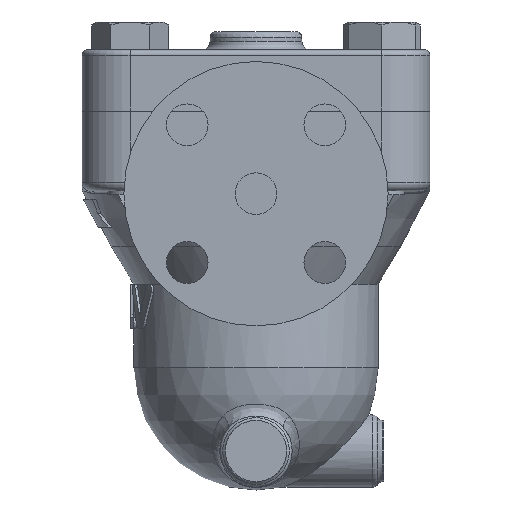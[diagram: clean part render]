
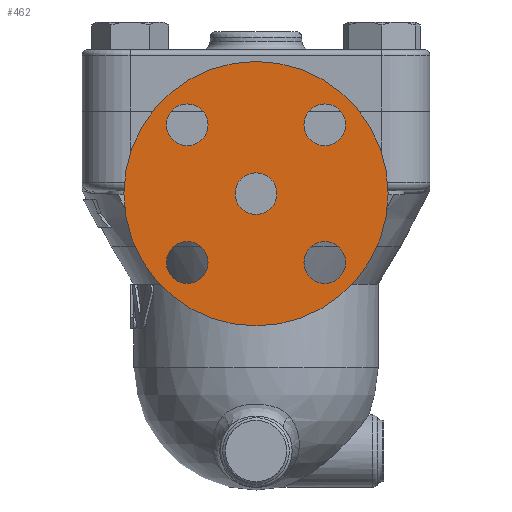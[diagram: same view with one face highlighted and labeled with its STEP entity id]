
A CAD part, left-side view. The second image highlights one B-rep face of the part: STEP entity #462.
In plain terms, the highlighted free-form (B-spline) face has degree [1, 1] with [2, 2] control points.
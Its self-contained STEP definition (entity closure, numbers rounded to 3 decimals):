
#295=CARTESIAN_POINT('',(-109.5,0.0,18.));
#296=VERTEX_POINT('',#295);
#297=CARTESIAN_POINT('',(-109.5,0.0,-29.5));
#298=DIRECTION('',(-1.0,0.0,0.0));
#299=DIRECTION('',(0.0,0.0,1.0));
#300=AXIS2_PLACEMENT_3D('',#297,#298,#299);
#301=CIRCLE('',#300,47.5);
#302=EDGE_CURVE('',#296,#296,#301,.T.);
#318=CARTESIAN_POINT('',(-109.5,-17.249,-54.249));
#319=VERTEX_POINT('',#318);
#320=CARTESIAN_POINT('',(-109.5,-24.749,-54.249));
#321=DIRECTION('',(1.0,0.0,0.0));
#322=DIRECTION('',(0.0,1.0,0.0));
#323=AXIS2_PLACEMENT_3D('',#320,#321,#322);
#324=CIRCLE('',#323,7.5);
#325=EDGE_CURVE('',#319,#319,#324,.T.);
#338=CARTESIAN_POINT('',(-109.5,24.749,-46.749));
#339=VERTEX_POINT('',#338);
#340=CARTESIAN_POINT('',(-109.5,24.749,-54.249));
#341=DIRECTION('',(1.0,0.0,0.0));
#342=DIRECTION('',(0.0,0.0,1.0));
#343=AXIS2_PLACEMENT_3D('',#340,#341,#342);
#344=CIRCLE('',#343,7.5);
#345=EDGE_CURVE('',#339,#339,#344,.T.);
#358=CARTESIAN_POINT('',(-109.5,17.249,-4.751));
#359=VERTEX_POINT('',#358);
#360=CARTESIAN_POINT('',(-109.5,24.749,-4.751));
#361=DIRECTION('',(1.0,0.0,0.0));
#362=DIRECTION('',(0.0,-1.0,0.0));
#363=AXIS2_PLACEMENT_3D('',#360,#361,#362);
#364=CIRCLE('',#363,7.5);
#365=EDGE_CURVE('',#359,#359,#364,.T.);
#378=CARTESIAN_POINT('',(-109.5,-24.749,-12.251));
#379=VERTEX_POINT('',#378);
#380=CARTESIAN_POINT('',(-109.5,-24.749,-4.751));
#381=DIRECTION('',(1.0,0.0,0.0));
#382=DIRECTION('',(0.0,0.0,-1.0));
#383=AXIS2_PLACEMENT_3D('',#380,#381,#382);
#384=CIRCLE('',#383,7.5);
#385=EDGE_CURVE('',#379,#379,#384,.T.);
#416=CARTESIAN_POINT('',(-109.5,0.0,-22.));
#417=VERTEX_POINT('',#416);
#418=CARTESIAN_POINT('',(-109.5,0.0,-29.5));
#419=DIRECTION('',(-1.0,0.0,0.0));
#420=DIRECTION('',(0.0,0.0,1.0));
#421=AXIS2_PLACEMENT_3D('',#418,#419,#420);
#422=CIRCLE('',#421,7.5);
#423=EDGE_CURVE('',#417,#417,#422,.T.);
#439=CARTESIAN_POINT('',(-109.5,47.5,18.));
#440=CARTESIAN_POINT('',(-109.5,47.5,-77.));
#441=CARTESIAN_POINT('',(-109.5,-47.5,18.));
#442=CARTESIAN_POINT('',(-109.5,-47.5,-77.));
#443=B_SPLINE_SURFACE_WITH_KNOTS('',1,1,((#439,#441),(#440,#442)),.UNSPECIFIED.,.F.,.F.,.U.,(2,2),(2,2),(0.0,95.),(0.0,95.),.UNSPECIFIED.);
#444=ORIENTED_EDGE('',*,*,#302,.T.);
#445=EDGE_LOOP('',(#444));
#446=FACE_OUTER_BOUND('',#445,.T.);
#447=ORIENTED_EDGE('',*,*,#325,.T.);
#448=EDGE_LOOP('',(#447));
#449=FACE_BOUND('',#448,.T.);
#450=ORIENTED_EDGE('',*,*,#345,.T.);
#451=EDGE_LOOP('',(#450));
#452=FACE_BOUND('',#451,.T.);
#453=ORIENTED_EDGE('',*,*,#365,.T.);
#454=EDGE_LOOP('',(#453));
#455=FACE_BOUND('',#454,.T.);
#456=ORIENTED_EDGE('',*,*,#385,.T.);
#457=EDGE_LOOP('',(#456));
#458=FACE_BOUND('',#457,.T.);
#459=ORIENTED_EDGE('',*,*,#423,.F.);
#460=EDGE_LOOP('',(#459));
#461=FACE_BOUND('',#460,.T.);
#462=ADVANCED_FACE('',(#446,#449,#452,#455,#458,#461),#443,.T.);
